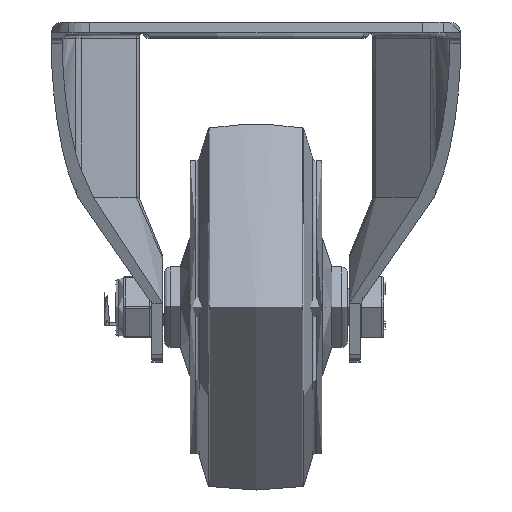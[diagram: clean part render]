
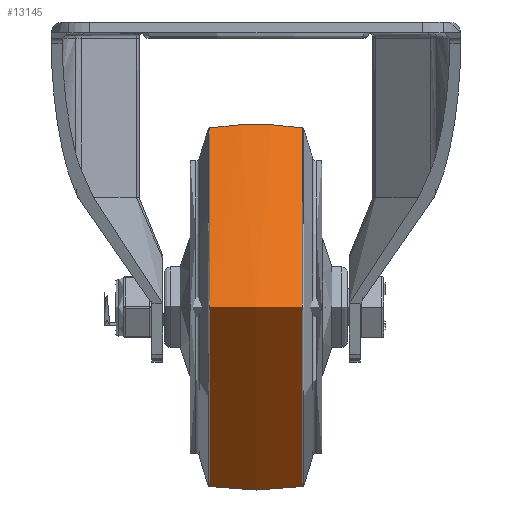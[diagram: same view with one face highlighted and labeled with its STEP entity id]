
A CAD part, left-side view. The second image highlights one B-rep face of the part: STEP entity #13145.
In plain terms, the highlighted free-form (B-spline) face has degree [2, 2] with [3, 9] control points.
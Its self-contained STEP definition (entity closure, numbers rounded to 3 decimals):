
#58=(
BOUNDED_SURFACE()
B_SPLINE_SURFACE(2,2,((#24665,#24666,#24667,#24668,#24669,#24670,#24671,
#24672,#24673),(#24674,#24675,#24676,#24677,#24678,#24679,#24680,#24681,
#24682),(#24683,#24684,#24685,#24686,#24687,#24688,#24689,#24690,#24691)),
 .UNSPECIFIED.,.F.,.T.,.F.)
B_SPLINE_SURFACE_WITH_KNOTS((3,3),(3,2,2,2,3),(-0.15,0.15),
(-3.142,-1.571,0.,1.571,3.142),
 .UNSPECIFIED.)
GEOMETRIC_REPRESENTATION_ITEM()
RATIONAL_B_SPLINE_SURFACE(((1.,0.707,1.,0.707,1.,
0.707,1.,0.707,1.),(0.989,0.699,
0.989,0.699,0.989,0.699,
0.989,0.699,0.989),(1.,0.707,
1.,0.707,1.,0.707,1.,0.707,1.)))
REPRESENTATION_ITEM('')
SURFACE()
);
#1776=FACE_OUTER_BOUND('',#2602,.T.);
#2602=EDGE_LOOP('',(#9950,#9951,#9952,#9953));
#5192=CIRCLE('',#14299,49.045);
#5194=CIRCLE('',#14301,85.);
#5195=CIRCLE('',#14302,49.045);
#5888=VERTEX_POINT('',#24661);
#5889=VERTEX_POINT('',#24692);
#7391=EDGE_CURVE('',#5888,#5888,#5192,.T.);
#7393=EDGE_CURVE('',#5888,#5889,#5194,.T.);
#7394=EDGE_CURVE('',#5889,#5889,#5195,.T.);
#9950=ORIENTED_EDGE('',*,*,#7391,.F.);
#9951=ORIENTED_EDGE('',*,*,#7393,.T.);
#9952=ORIENTED_EDGE('',*,*,#7394,.T.);
#9953=ORIENTED_EDGE('',*,*,#7393,.F.);
#13145=ADVANCED_FACE('',(#1776),#58,.F.);
#14299=AXIS2_PLACEMENT_3D('',#24663,#16183,#16184);
#14301=AXIS2_PLACEMENT_3D('',#24693,#16187,#16188);
#14302=AXIS2_PLACEMENT_3D('',#24694,#16189,#16190);
#16183=DIRECTION('center_axis',(0.,-1.,0.));
#16184=DIRECTION('ref_axis',(0.,0.,1.));
#16187=DIRECTION('center_axis',(-1.,0.,0.));
#16188=DIRECTION('ref_axis',(0.,0.,
1.));
#16189=DIRECTION('center_axis',(0.,-1.,0.));
#16190=DIRECTION('ref_axis',(0.,0.,1.));
#24661=CARTESIAN_POINT('',(0.,-12.707,49.045));
#24663=CARTESIAN_POINT('Origin',(0.,-12.707,0.));
#24665=CARTESIAN_POINT('Ctrl Pts',(0.,12.707,49.045));
#24666=CARTESIAN_POINT('Ctrl Pts',(-49.045,12.707,49.045));
#24667=CARTESIAN_POINT('Ctrl Pts',(-49.045,12.707,0.));
#24668=CARTESIAN_POINT('Ctrl Pts',(-49.045,12.707,-49.045));
#24669=CARTESIAN_POINT('Ctrl Pts',(0.,12.707,-49.045));
#24670=CARTESIAN_POINT('Ctrl Pts',(49.045,12.707,-49.045));
#24671=CARTESIAN_POINT('Ctrl Pts',(49.045,12.707,0.));
#24672=CARTESIAN_POINT('Ctrl Pts',(49.045,12.707,49.045));
#24673=CARTESIAN_POINT('Ctrl Pts',(0.,12.707,49.045));
#24674=CARTESIAN_POINT('Ctrl Pts',(0.,0.,50.966));
#24675=CARTESIAN_POINT('Ctrl Pts',(-50.966,0.,
50.966));
#24676=CARTESIAN_POINT('Ctrl Pts',(-50.966,0.,
0.));
#24677=CARTESIAN_POINT('Ctrl Pts',(-50.966,0.,
-50.966));
#24678=CARTESIAN_POINT('Ctrl Pts',(0.,0.,-50.966));
#24679=CARTESIAN_POINT('Ctrl Pts',(50.966,0.,
-50.966));
#24680=CARTESIAN_POINT('Ctrl Pts',(50.966,0.,
0.));
#24681=CARTESIAN_POINT('Ctrl Pts',(50.966,0.,
50.966));
#24682=CARTESIAN_POINT('Ctrl Pts',(0.,0.,50.966));
#24683=CARTESIAN_POINT('Ctrl Pts',(0.,-12.707,49.045));
#24684=CARTESIAN_POINT('Ctrl Pts',(-49.045,-12.707,
49.045));
#24685=CARTESIAN_POINT('Ctrl Pts',(-49.045,-12.707,
0.));
#24686=CARTESIAN_POINT('Ctrl Pts',(-49.045,-12.707,
-49.045));
#24687=CARTESIAN_POINT('Ctrl Pts',(0.,-12.707,-49.045));
#24688=CARTESIAN_POINT('Ctrl Pts',(49.045,-12.707,-49.045));
#24689=CARTESIAN_POINT('Ctrl Pts',(49.045,-12.707,0.));
#24690=CARTESIAN_POINT('Ctrl Pts',(49.045,-12.707,49.045));
#24691=CARTESIAN_POINT('Ctrl Pts',(0.,-12.707,49.045));
#24692=CARTESIAN_POINT('',(0.,12.707,49.045));
#24693=CARTESIAN_POINT('Origin',(0.,0.,
-35.));
#24694=CARTESIAN_POINT('Origin',(0.,12.707,0.));
